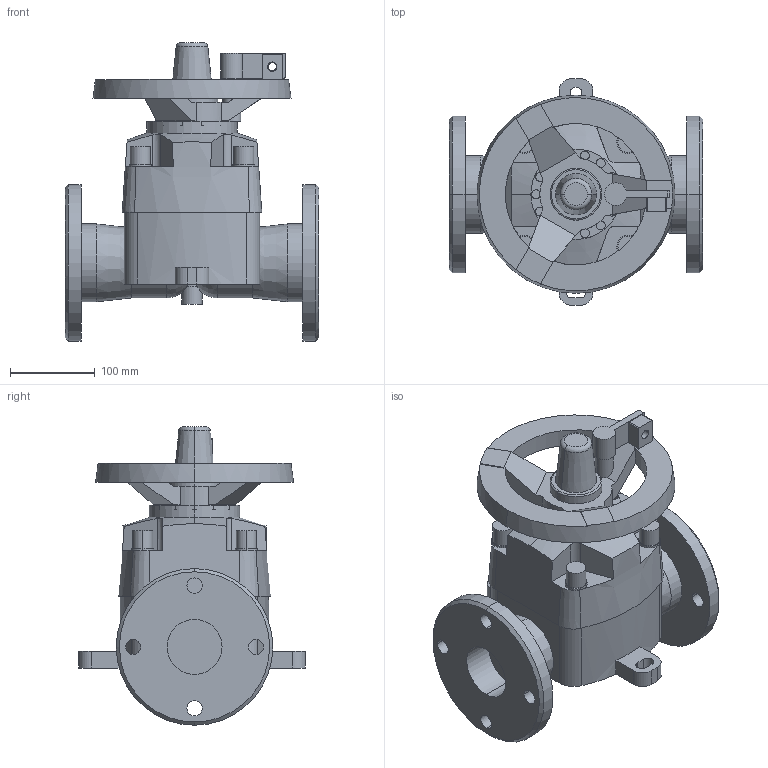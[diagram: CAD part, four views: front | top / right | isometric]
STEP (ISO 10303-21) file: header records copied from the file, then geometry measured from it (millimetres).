
FILE_DESCRIPTION(('STEP AP214'),'1');
FILE_NAME('cctmp_BB344DFC-9ACD-4585-B1F4-9C5982308AAD_2018_11_21_10_8_18_978..stp','2018-11-21T09:08:19',('Praher Valves GmbH'),('CADClick - www.CADClick.com'),'Spatial InterOp 3D',' ','unknown authorization');
FILE_SCHEMA(('AUTOMOTIVE_DESIGN'));
Length unit declared in the file: millimetre
Products named in the file (1): 120258
Bounding box: 300 x 268 x 352.5 mm (x, y, z)
Volume: 6731148.8 mm3; surface area: 451081.6 mm2
Topology: 1 solids, 2 shells, 292 faces, 773 edges, 494 vertices
Faces by surface type: plane 134, cylinder 130, cone 20, torus 8
Entity records: 12207 total; most frequent: CARTESIAN_POINT 2310, DIRECTION 1707, ORIENTED_EDGE 1546, EDGE_CURVE 773, AXIS2_PLACEMENT_3D 689, VERTEX_POINT 494, CIRCLE 382, EDGE_LOOP 331
